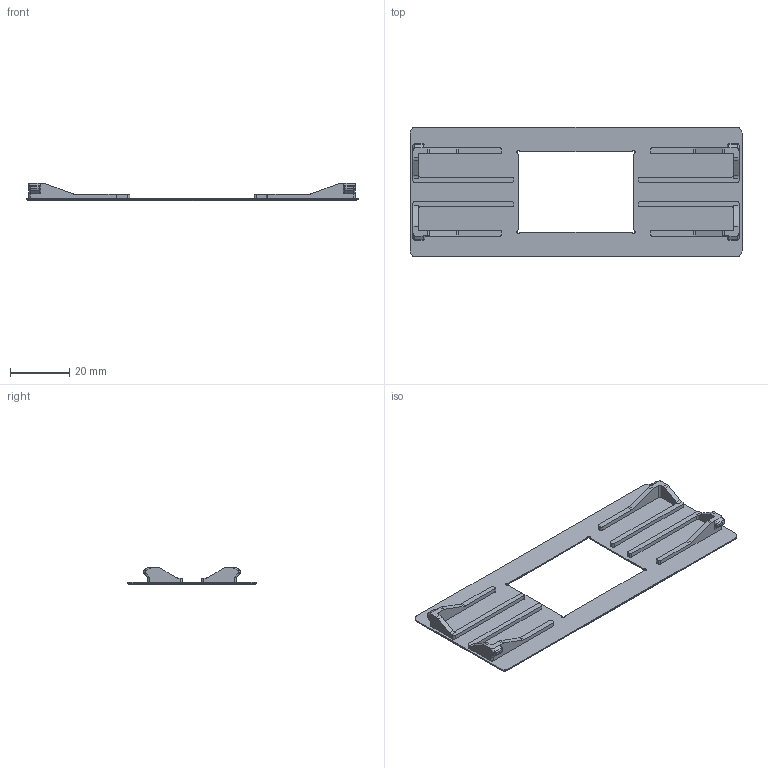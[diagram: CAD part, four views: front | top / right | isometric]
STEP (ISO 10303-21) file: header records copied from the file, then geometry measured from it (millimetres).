
FILE_DESCRIPTION (( 'STEP AP203' ), '1' );
FILE_NAME ('25c-p001 35mm mask.step', '2025-07-19T19:35:45', ( '' ), ( '' ), 'SwSTEP 2.0', 'SolidWorks 2024', '' );
FILE_SCHEMA (( 'CONFIG_CONTROL_DESIGN' ));
Length unit declared in the file: millimetre
Products named in the file (1): 25c-p001 35mm mask
Bounding box: 112 x 43.8 x 5.8 mm (x, y, z)
Volume: 4210.1 mm3; surface area: 9241.5 mm2
Topology: 1 solids, 1 shells, 218 faces, 576 edges, 348 vertices
Faces by surface type: cylinder 98, plane 86, cone 18, sphere 16
Entity records: 6653 total; most frequent: CARTESIAN_POINT 1187, DIRECTION 1174, ORIENTED_EDGE 1120, EDGE_CURVE 560, AXIS2_PLACEMENT_3D 415, VERTEX_POINT 348, VECTOR 344, LINE 344
